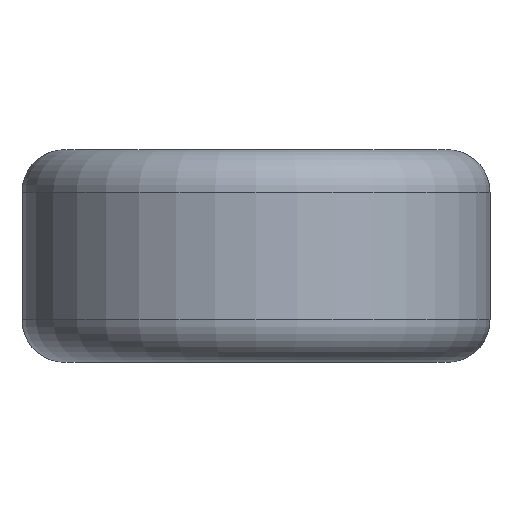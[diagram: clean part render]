
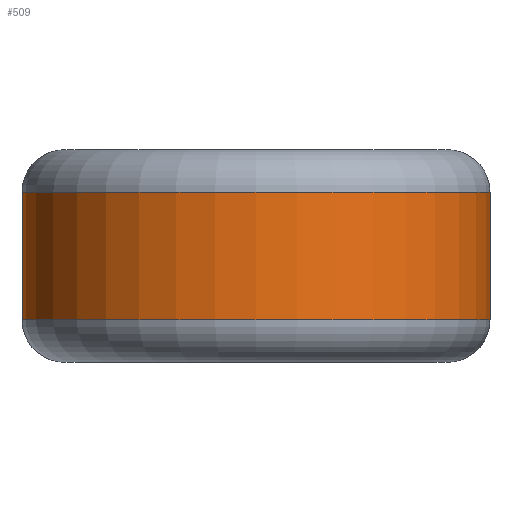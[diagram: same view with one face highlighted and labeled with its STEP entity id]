
A CAD part, front view. The second image highlights one B-rep face of the part: STEP entity #509.
In plain terms, the highlighted cylindrical face has radius 5.5 mm (diameter 11 mm), a partial arc.
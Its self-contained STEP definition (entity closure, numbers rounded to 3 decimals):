
#44 = PLANE('',#45);
#45 = AXIS2_PLACEMENT_3D('',#46,#47,#48);
#46 = CARTESIAN_POINT('',(5.5,47.63,0.));
#47 = DIRECTION('',(1.,0.,0.));
#48 = DIRECTION('',(0.,-1.,0.));
#101 = PLANE('',#102);
#102 = AXIS2_PLACEMENT_3D('',#103,#104,#105);
#103 = CARTESIAN_POINT('',(-5.5,47.63,0.));
#104 = DIRECTION('',(1.,0.,0.));
#105 = DIRECTION('',(0.,-1.,0.));
#145 = VERTEX_POINT('',#146);
#146 = CARTESIAN_POINT('',(5.5,-47.63,4.));
#172 = EDGE_CURVE('',#173,#145,#175,.T.);
#173 = VERTEX_POINT('',#174);
#174 = CARTESIAN_POINT('',(5.5,-47.63,1.));
#175 = SURFACE_CURVE('',#176,(#180,#187),.PCURVE_S1.);
#176 = LINE('',#177,#178);
#177 = CARTESIAN_POINT('',(5.5,-47.63,0.));
#178 = VECTOR('',#179,1.);
#179 = DIRECTION('',(0.,0.,1.));
#180 = PCURVE('',#44,#181);
#181 = DEFINITIONAL_REPRESENTATION('',(#182),#186);
#182 = LINE('',#183,#184);
#183 = CARTESIAN_POINT('',(95.26,0.));
#184 = VECTOR('',#185,1.);
#185 = DIRECTION('',(0.,-1.));
#186 = ( GEOMETRIC_REPRESENTATION_CONTEXT(2) 
PARAMETRIC_REPRESENTATION_CONTEXT() REPRESENTATION_CONTEXT('2D SPACE',''
  ) );
#187 = PCURVE('',#188,#193);
#188 = CYLINDRICAL_SURFACE('',#189,5.5);
#189 = AXIS2_PLACEMENT_3D('',#190,#191,#192);
#190 = CARTESIAN_POINT('',(0.,-47.63,0.));
#191 = DIRECTION('',(-0.,-0.,-1.));
#192 = DIRECTION('',(1.,0.,0.));
#193 = DEFINITIONAL_REPRESENTATION('',(#194),#198);
#194 = LINE('',#195,#196);
#195 = CARTESIAN_POINT('',(-6.283,0.));
#196 = VECTOR('',#197,1.);
#197 = DIRECTION('',(-0.,-1.));
#198 = ( GEOMETRIC_REPRESENTATION_CONTEXT(2) 
PARAMETRIC_REPRESENTATION_CONTEXT() REPRESENTATION_CONTEXT('2D SPACE',''
  ) );
#311 = VERTEX_POINT('',#312);
#312 = CARTESIAN_POINT('',(-5.5,-47.63,4.));
#333 = EDGE_CURVE('',#334,#311,#336,.T.);
#334 = VERTEX_POINT('',#335);
#335 = CARTESIAN_POINT('',(-5.5,-47.63,1.));
#336 = SURFACE_CURVE('',#337,(#341,#348),.PCURVE_S1.);
#337 = LINE('',#338,#339);
#338 = CARTESIAN_POINT('',(-5.5,-47.63,0.));
#339 = VECTOR('',#340,1.);
#340 = DIRECTION('',(0.,0.,1.));
#341 = PCURVE('',#101,#342);
#342 = DEFINITIONAL_REPRESENTATION('',(#343),#347);
#343 = LINE('',#344,#345);
#344 = CARTESIAN_POINT('',(95.26,0.));
#345 = VECTOR('',#346,1.);
#346 = DIRECTION('',(0.,-1.));
#347 = ( GEOMETRIC_REPRESENTATION_CONTEXT(2) 
PARAMETRIC_REPRESENTATION_CONTEXT() REPRESENTATION_CONTEXT('2D SPACE',''
  ) );
#348 = PCURVE('',#188,#349);
#349 = DEFINITIONAL_REPRESENTATION('',(#350),#354);
#350 = LINE('',#351,#352);
#351 = CARTESIAN_POINT('',(-3.142,0.));
#352 = VECTOR('',#353,1.);
#353 = DIRECTION('',(-0.,-1.));
#354 = ( GEOMETRIC_REPRESENTATION_CONTEXT(2) 
PARAMETRIC_REPRESENTATION_CONTEXT() REPRESENTATION_CONTEXT('2D SPACE',''
  ) );
#476 = TOROIDAL_SURFACE('',#477,4.5,1.);
#477 = AXIS2_PLACEMENT_3D('',#478,#479,#480);
#478 = CARTESIAN_POINT('',(0.,-47.63,4.));
#479 = DIRECTION('',(0.,0.,1.));
#480 = DIRECTION('',(-1.,0.,0.));
#509 = ADVANCED_FACE('',(#510),#188,.T.);
#510 = FACE_BOUND('',#511,.F.);
#511 = EDGE_LOOP('',(#512,#513,#535,#536));
#512 = ORIENTED_EDGE('',*,*,#333,.T.);
#513 = ORIENTED_EDGE('',*,*,#514,.T.);
#514 = EDGE_CURVE('',#311,#145,#515,.T.);
#515 = SURFACE_CURVE('',#516,(#521,#528),.PCURVE_S1.);
#516 = CIRCLE('',#517,5.5);
#517 = AXIS2_PLACEMENT_3D('',#518,#519,#520);
#518 = CARTESIAN_POINT('',(0.,-47.63,4.));
#519 = DIRECTION('',(0.,0.,1.));
#520 = DIRECTION('',(-1.,0.,0.));
#521 = PCURVE('',#188,#522);
#522 = DEFINITIONAL_REPRESENTATION('',(#523),#527);
#523 = LINE('',#524,#525);
#524 = CARTESIAN_POINT('',(-3.142,-4.));
#525 = VECTOR('',#526,1.);
#526 = DIRECTION('',(-1.,0.));
#527 = ( GEOMETRIC_REPRESENTATION_CONTEXT(2) 
PARAMETRIC_REPRESENTATION_CONTEXT() REPRESENTATION_CONTEXT('2D SPACE',''
  ) );
#528 = PCURVE('',#476,#529);
#529 = DEFINITIONAL_REPRESENTATION('',(#530),#534);
#530 = LINE('',#531,#532);
#531 = CARTESIAN_POINT('',(0.,0.));
#532 = VECTOR('',#533,1.);
#533 = DIRECTION('',(1.,0.));
#534 = ( GEOMETRIC_REPRESENTATION_CONTEXT(2) 
PARAMETRIC_REPRESENTATION_CONTEXT() REPRESENTATION_CONTEXT('2D SPACE',''
  ) );
#535 = ORIENTED_EDGE('',*,*,#172,.F.);
#536 = ORIENTED_EDGE('',*,*,#537,.F.);
#537 = EDGE_CURVE('',#334,#173,#538,.T.);
#538 = SURFACE_CURVE('',#539,(#544,#551),.PCURVE_S1.);
#539 = CIRCLE('',#540,5.5);
#540 = AXIS2_PLACEMENT_3D('',#541,#542,#543);
#541 = CARTESIAN_POINT('',(0.,-47.63,1.));
#542 = DIRECTION('',(0.,0.,1.));
#543 = DIRECTION('',(-1.,0.,0.));
#544 = PCURVE('',#188,#545);
#545 = DEFINITIONAL_REPRESENTATION('',(#546),#550);
#546 = LINE('',#547,#548);
#547 = CARTESIAN_POINT('',(-3.142,-1.));
#548 = VECTOR('',#549,1.);
#549 = DIRECTION('',(-1.,0.));
#550 = ( GEOMETRIC_REPRESENTATION_CONTEXT(2) 
PARAMETRIC_REPRESENTATION_CONTEXT() REPRESENTATION_CONTEXT('2D SPACE',''
  ) );
#551 = PCURVE('',#552,#557);
#552 = TOROIDAL_SURFACE('',#553,4.5,1.);
#553 = AXIS2_PLACEMENT_3D('',#554,#555,#556);
#554 = CARTESIAN_POINT('',(0.,-47.63,1.));
#555 = DIRECTION('',(-0.,-0.,-1.));
#556 = DIRECTION('',(-1.,0.,0.));
#557 = DEFINITIONAL_REPRESENTATION('',(#558),#562);
#558 = LINE('',#559,#560);
#559 = CARTESIAN_POINT('',(-0.,0.));
#560 = VECTOR('',#561,1.);
#561 = DIRECTION('',(-1.,0.));
#562 = ( GEOMETRIC_REPRESENTATION_CONTEXT(2) 
PARAMETRIC_REPRESENTATION_CONTEXT() REPRESENTATION_CONTEXT('2D SPACE',''
  ) );
